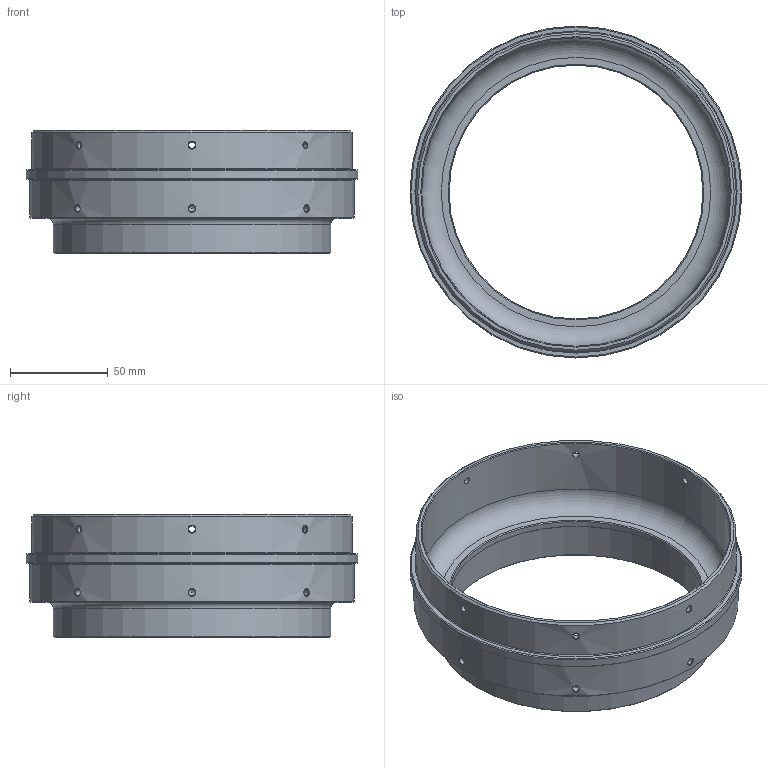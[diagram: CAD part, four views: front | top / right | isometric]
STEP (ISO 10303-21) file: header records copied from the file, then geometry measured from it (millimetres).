
FILE_DESCRIPTION(/* description */ (''),/* implementation_level */ '2;1');
FILE_NAME(/* name */ 'TWR.2A.4.04.00.003_Intersection_Insert.stp',/* time_stamp */ '2023-04-17T11:15:29+02:00',/* author */ (''),/* organization */ (''),/* preprocessor_version */ 'ST-DEVELOPER v18.101',/* originating_system */ 'SIEMENS PLM Software NX 2011',/* authorisation */ '');
FILE_SCHEMA (('AUTOMOTIVE_DESIGN { 1 0 10303 214 3 1 1 1 }'));
Length unit declared in the file: millimetre
Products named in the file (1): TWR.2A.4.04.00.003_Intersection_Insert
Bounding box: 170 x 170 x 63 mm (x, y, z)
Volume: 155676.5 mm3; surface area: 75782.5 mm2
Topology: 1 solids, 1 shells, 65 faces, 175 edges, 114 vertices
Faces by surface type: cone 30, cylinder 23, plane 7, torus 5
Full cylindrical faces by diameter (mm): 3.3 x16, 130 x1, 136 x1, 142 x1, 158 x1, 164 x1, 166 x1, 170 x1
Entity records: 2772 total; most frequent: CARTESIAN_POINT 1588, DIRECTION 230, FACE_BOUND 154, EDGE_LOOP 146, ORIENTED_EDGE 146, AXIS2_PLACEMENT_3D 115, VERTEX_POINT 81, EDGE_CURVE 73
